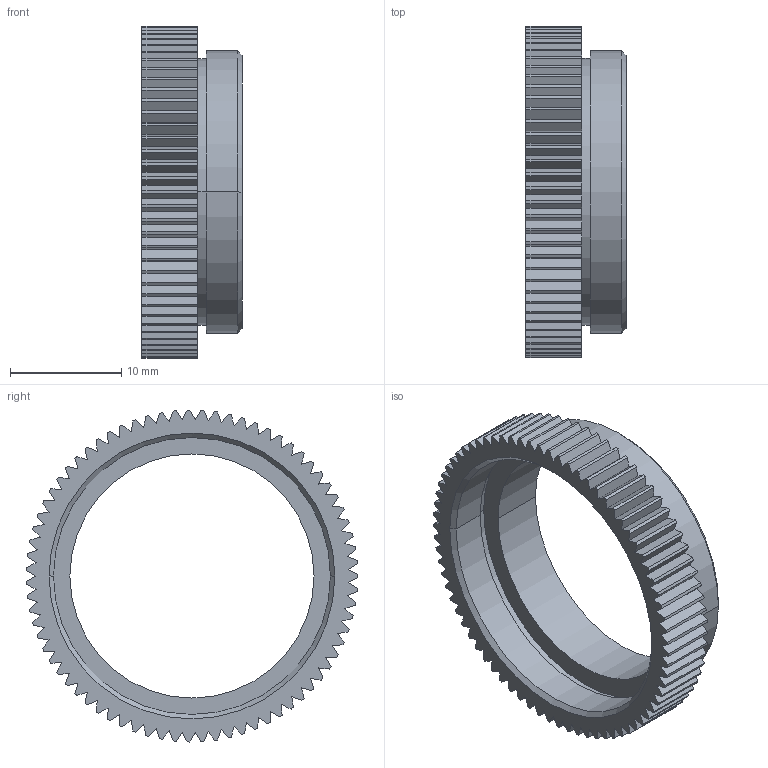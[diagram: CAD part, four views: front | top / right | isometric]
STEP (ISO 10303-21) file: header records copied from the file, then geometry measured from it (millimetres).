
FILE_DESCRIPTION (( 'STEP AP203' ), '1' );
FILE_NAME ('03618.step', '2013-08-08T23:20:25', ( 'EO' ), ( 'EO' ), 'SwSTEP 2.0', 'SolidWorks 2011', '' );
FILE_SCHEMA (( 'CONFIG_CONTROL_DESIGN' ));
Length unit declared in the file: millimetre
Products named in the file (1): 03618
Bounding box: 9 x 29.84 x 29.85 mm (x, y, z)
Volume: 1419.2 mm3; surface area: 2523.1 mm2
Topology: 1 solids, 1 shells, 245 faces, 713 edges, 474 vertices
Faces by surface type: plane 156, cylinder 85, cone 4
Entity records: 8170 total; most frequent: CARTESIAN_POINT 1433, ORIENTED_EDGE 1426, DIRECTION 1379, EDGE_CURVE 713, LINE 539, VECTOR 539, VERTEX_POINT 474, AXIS2_PLACEMENT_3D 420
